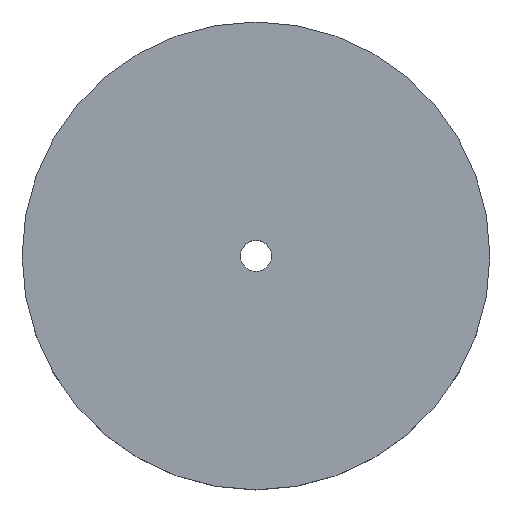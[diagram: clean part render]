
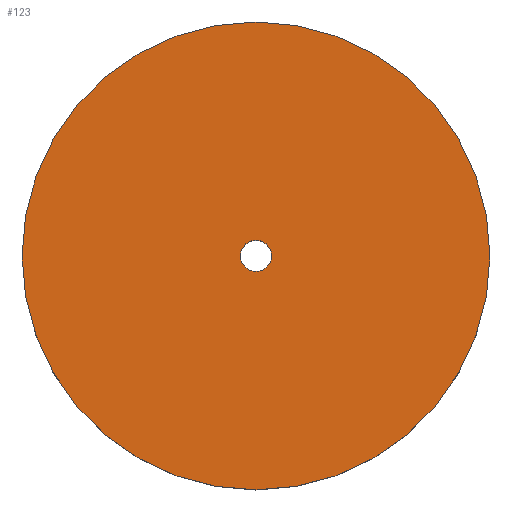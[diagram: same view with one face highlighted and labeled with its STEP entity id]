
A CAD part, top view. The second image highlights one B-rep face of the part: STEP entity #123.
In plain terms, the highlighted planar face has unit normal (0, 0, 1).
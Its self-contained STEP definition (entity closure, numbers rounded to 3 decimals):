
#4 = CARTESIAN_POINT ( 'NONE',  ( 0., 0., 20. ) ) ;
#13 = EDGE_LOOP ( 'NONE', ( #104, #211 ) ) ;
#23 = CIRCLE ( 'NONE', #227, 60. ) ;
#29 = AXIS2_PLACEMENT_3D ( 'NONE', #200, #197, #48 ) ;
#33 = FACE_BOUND ( 'NONE', #13, .T. ) ;
#40 = CIRCLE ( 'NONE', #29, 4. ) ;
#48 = DIRECTION ( 'NONE',  ( 1., 0., 0. ) ) ;
#55 = ORIENTED_EDGE ( 'NONE', *, *, #75, .T. ) ;
#58 = CARTESIAN_POINT ( 'NONE',  ( 60., 0., 20. ) ) ;
#60 = VERTEX_POINT ( 'NONE', #58 ) ;
#62 = CARTESIAN_POINT ( 'NONE',  ( 0., 0., 20. ) ) ;
#66 = DIRECTION ( 'NONE',  ( 0., 0., 1. ) ) ;
#71 = FACE_OUTER_BOUND ( 'NONE', #110, .T. ) ;
#72 = EDGE_CURVE ( 'NONE', #76, #151, #82, .T. ) ;
#74 = DIRECTION ( 'NONE',  ( 0., 0., 1. ) ) ;
#75 = EDGE_CURVE ( 'NONE', #164, #60, #105, .T. ) ;
#76 = VERTEX_POINT ( 'NONE', #77 ) ;
#77 = CARTESIAN_POINT ( 'NONE',  ( -4., 0., 20. ) ) ;
#78 = DIRECTION ( 'NONE',  ( 1., 0., 0. ) ) ;
#80 = CARTESIAN_POINT ( 'NONE',  ( 0., 0., 20. ) ) ;
#82 = CIRCLE ( 'NONE', #101, 4. ) ;
#88 = DIRECTION ( 'NONE',  ( 1., 0., 0. ) ) ;
#101 = AXIS2_PLACEMENT_3D ( 'NONE', #195, #194, #78 ) ;
#104 = ORIENTED_EDGE ( 'NONE', *, *, #72, .F. ) ;
#105 = CIRCLE ( 'NONE', #143, 60. ) ;
#108 = EDGE_CURVE ( 'NONE', #151, #76, #40, .T. ) ;
#110 = EDGE_LOOP ( 'NONE', ( #55, #208 ) ) ;
#116 = EDGE_CURVE ( 'NONE', #60, #164, #23, .T. ) ;
#120 = PLANE ( 'NONE',  #204 ) ;
#122 = CARTESIAN_POINT ( 'NONE',  ( 4., 0., 20. ) ) ;
#123 = ADVANCED_FACE ( 'NONE', ( #71, #33 ), #120, .T. ) ;
#137 = DIRECTION ( 'NONE',  ( 1., 0., 0. ) ) ;
#143 = AXIS2_PLACEMENT_3D ( 'NONE', #4, #74, #137 ) ;
#144 = CARTESIAN_POINT ( 'NONE',  ( -60., 0., 20. ) ) ;
#150 = DIRECTION ( 'NONE',  ( 0., 0., 1. ) ) ;
#151 = VERTEX_POINT ( 'NONE', #122 ) ;
#164 = VERTEX_POINT ( 'NONE', #144 ) ;
#194 = DIRECTION ( 'NONE',  ( 0., 0., 1. ) ) ;
#195 = CARTESIAN_POINT ( 'NONE',  ( 0., 0., 20. ) ) ;
#197 = DIRECTION ( 'NONE',  ( 0., 0., 1. ) ) ;
#200 = CARTESIAN_POINT ( 'NONE',  ( 0., 0., 20. ) ) ;
#203 = DIRECTION ( 'NONE',  ( 1., 0., 0. ) ) ;
#204 = AXIS2_PLACEMENT_3D ( 'NONE', #62, #66, #88 ) ;
#208 = ORIENTED_EDGE ( 'NONE', *, *, #116, .T. ) ;
#211 = ORIENTED_EDGE ( 'NONE', *, *, #108, .F. ) ;
#227 = AXIS2_PLACEMENT_3D ( 'NONE', #80, #150, #203 ) ;
